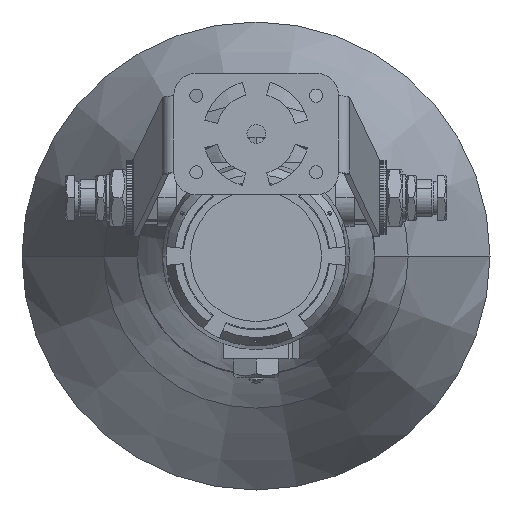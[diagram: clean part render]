
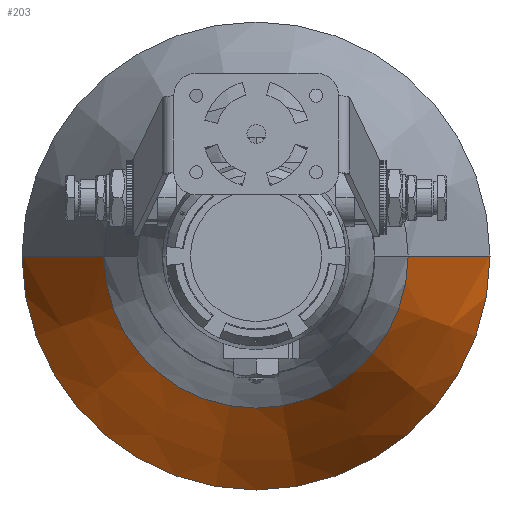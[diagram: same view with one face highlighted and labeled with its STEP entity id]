
A CAD part, left-side view. The second image highlights one B-rep face of the part: STEP entity #203.
In plain terms, the highlighted conical face has half-angle 22.466 degrees and reference radius 125 mm.
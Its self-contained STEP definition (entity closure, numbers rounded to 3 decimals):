
#203 = ADVANCED_FACE ( 'NONE', ( #18790 ), #70145, .T. ) ;
#4169 = CARTESIAN_POINT ( 'NONE',  ( 63.469, 0., 81.264 ) ) ;
#4639 = EDGE_LOOP ( 'NONE', ( #79471, #16317, #49754, #67858 ) ) ;
#5227 = DIRECTION ( 'NONE',  ( 1., 0., 0. ) ) ;
#10808 = DIRECTION ( 'NONE',  ( 0., 0., 1. ) ) ;
#11905 = CARTESIAN_POINT ( 'NONE',  ( 169.236, 0., -125. ) ) ;
#16317 = ORIENTED_EDGE ( 'NONE', *, *, #74742, .T. ) ;
#17149 = DIRECTION ( 'NONE',  ( -1., 0., 0. ) ) ;
#18790 = FACE_OUTER_BOUND ( 'NONE', #4639, .T. ) ;
#19723 = CIRCLE ( 'NONE', #57085, 81.264 ) ;
#23601 = EDGE_CURVE ( 'NONE', #66277, #58117, #81561, .T. ) ;
#23997 = VECTOR ( 'NONE', #46586, 1000. ) ;
#24095 = EDGE_CURVE ( 'NONE', #71712, #42781, #19723, .T. ) ;
#25247 = CARTESIAN_POINT ( 'NONE',  ( 169.236, 0., -125. ) ) ;
#27469 = DIRECTION ( 'NONE',  ( 0., 0., 1. ) ) ;
#28786 = LINE ( 'NONE', #56295, #37748 ) ;
#32897 = CARTESIAN_POINT ( 'NONE',  ( 63.469, 0., 0. ) ) ;
#37399 = CARTESIAN_POINT ( 'NONE',  ( 169.236, 0., 0. ) ) ;
#37748 = VECTOR ( 'NONE', #62631, 1000. ) ;
#41614 = CARTESIAN_POINT ( 'NONE',  ( 63.469, 0., -81.264 ) ) ;
#42781 = VERTEX_POINT ( 'NONE', #41614 ) ;
#46586 = DIRECTION ( 'NONE',  ( 0.924, 0., -0.382 ) ) ;
#49533 = EDGE_CURVE ( 'NONE', #42781, #58117, #73242, .T. ) ;
#49754 = ORIENTED_EDGE ( 'NONE', *, *, #23601, .T. ) ;
#56295 = CARTESIAN_POINT ( 'NONE',  ( 169.236, 0., 125. ) ) ;
#57085 = AXIS2_PLACEMENT_3D ( 'NONE', #32897, #89280, #27469 ) ;
#58117 = VERTEX_POINT ( 'NONE', #25247 ) ;
#60229 = DIRECTION ( 'NONE',  ( 0., 0., -1. ) ) ;
#62631 = DIRECTION ( 'NONE',  ( 0.924, 0., 0.382 ) ) ;
#66277 = VERTEX_POINT ( 'NONE', #72574 ) ;
#66999 = CARTESIAN_POINT ( 'NONE',  ( 169.236, 0., 0. ) ) ;
#67858 = ORIENTED_EDGE ( 'NONE', *, *, #49533, .F. ) ;
#68758 = AXIS2_PLACEMENT_3D ( 'NONE', #66999, #5227, #60229 ) ;
#70145 = CONICAL_SURFACE ( 'NONE', #68758, 125., 0.392 ) ;
#71712 = VERTEX_POINT ( 'NONE', #4169 ) ;
#72574 = CARTESIAN_POINT ( 'NONE',  ( 169.236, 0., 125. ) ) ;
#73242 = LINE ( 'NONE', #11905, #23997 ) ;
#74401 = AXIS2_PLACEMENT_3D ( 'NONE', #37399, #17149, #10808 ) ;
#74742 = EDGE_CURVE ( 'NONE', #71712, #66277, #28786, .T. ) ;
#79471 = ORIENTED_EDGE ( 'NONE', *, *, #24095, .F. ) ;
#81561 = CIRCLE ( 'NONE', #74401, 125. ) ;
#89280 = DIRECTION ( 'NONE',  ( -1., 0., 0. ) ) ;
